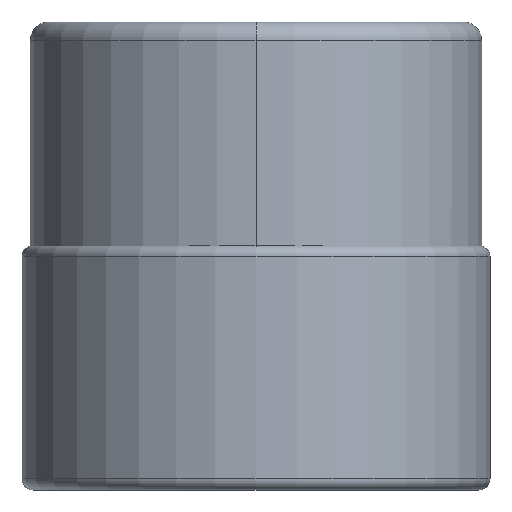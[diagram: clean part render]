
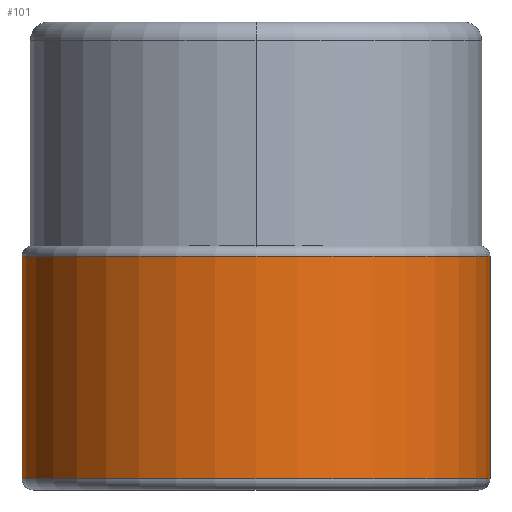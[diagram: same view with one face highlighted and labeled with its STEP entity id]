
A CAD part, front view. The second image highlights one B-rep face of the part: STEP entity #101.
In plain terms, the highlighted cylindrical face has radius 25.4 mm (diameter 50.8 mm), a partial arc.
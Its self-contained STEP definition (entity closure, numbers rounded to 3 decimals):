
#42=CYLINDRICAL_SURFACE('',#1149,25.4);
#101=ADVANCED_FACE('',(#177),#42,.T.);
#177=FACE_OUTER_BOUND('',#231,.T.);
#231=EDGE_LOOP('',(#308,#309,#310,#311));
#308=ORIENTED_EDGE('',*,*,#689,.T.);
#309=ORIENTED_EDGE('',*,*,#688,.F.);
#310=ORIENTED_EDGE('',*,*,#690,.F.);
#311=ORIENTED_EDGE('',*,*,#691,.F.);
#590=VERTEX_POINT('',#1753);
#591=VERTEX_POINT('',#1755);
#592=VERTEX_POINT('',#1761);
#593=VERTEX_POINT('',#1763);
#688=EDGE_CURVE('',#591,#590,#835,.T.);
#689=EDGE_CURVE('',#592,#590,#990,.T.);
#690=EDGE_CURVE('',#593,#591,#991,.T.);
#691=EDGE_CURVE('',#592,#593,#836,.T.);
#835=CIRCLE('',#1146,25.4);
#836=CIRCLE('',#1148,25.4);
#990=LINE('',#1760,#1029);
#991=LINE('',#1762,#1030);
#1029=VECTOR('',#1367,1.);
#1030=VECTOR('',#1368,1.);
#1146=AXIS2_PLACEMENT_3D('',#1758,#1363,#1364);
#1148=AXIS2_PLACEMENT_3D('',#1764,#1369,#1370);
#1149=AXIS2_PLACEMENT_3D('',#1765,#1371,#1372);
#1363=DIRECTION('',(0.,0.,-1.));
#1364=DIRECTION('',(1.,0.,0.));
#1367=DIRECTION('',(0.,0.,-1.));
#1368=DIRECTION('',(0.,0.,-1.));
#1369=DIRECTION('',(0.,0.,1.));
#1370=DIRECTION('',(-1.,0.,0.));
#1371=DIRECTION('',(0.,0.,-1.));
#1372=DIRECTION('',(-1.,0.,0.));
#1753=CARTESIAN_POINT('',(-25.4,0.,-49.6));
#1755=CARTESIAN_POINT('',(25.4,0.,-49.6));
#1758=CARTESIAN_POINT('',(0.,0.,-49.6));
#1760=CARTESIAN_POINT('',(-25.4,0.,-25.4));
#1761=CARTESIAN_POINT('',(-25.4,0.,-25.4));
#1762=CARTESIAN_POINT('',(25.4,0.,-25.4));
#1763=CARTESIAN_POINT('',(25.4,0.,-25.4));
#1764=CARTESIAN_POINT('',(0.,0.,-25.4));
#1765=CARTESIAN_POINT('',(0.,0.,-22.975));
